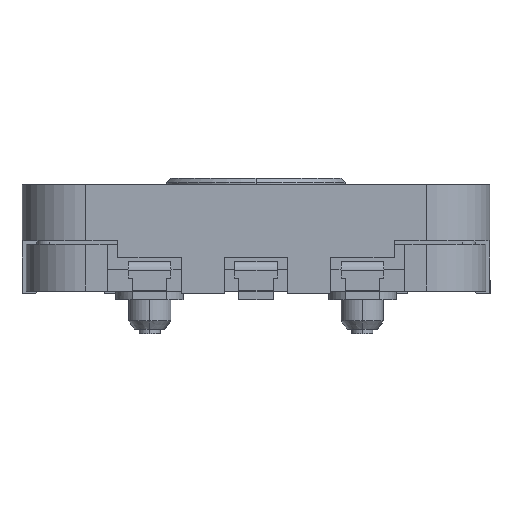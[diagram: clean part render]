
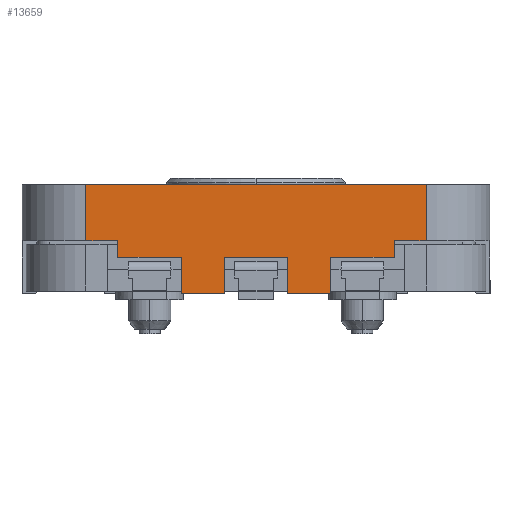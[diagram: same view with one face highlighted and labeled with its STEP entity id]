
A CAD part, front view. The second image highlights one B-rep face of the part: STEP entity #13659.
In plain terms, the highlighted planar face has unit normal (0, -1, 0).
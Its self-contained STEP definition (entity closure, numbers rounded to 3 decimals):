
#226 = LINE ( 'NONE', #1540, #4130 ) ;
#310 = VECTOR ( 'NONE', #6410, 1000. ) ;
#644 = CARTESIAN_POINT ( 'NONE',  ( -1.75, -6.5, -1.7 ) ) ;
#847 = LINE ( 'NONE', #6480, #310 ) ;
#849 = DIRECTION ( 'NONE',  ( -1., 0., 0. ) ) ;
#1185 = DIRECTION ( 'NONE',  ( -1., 0., 0. ) ) ;
#1540 = CARTESIAN_POINT ( 'NONE',  ( -1.75, -6.5, -2. ) ) ;
#1791 = CARTESIAN_POINT ( 'NONE',  ( 0.75, -6.5, -1.7 ) ) ;
#1833 = ORIENTED_EDGE ( 'NONE', *, *, #4368, .F. ) ;
#1903 = ORIENTED_EDGE ( 'NONE', *, *, #10565, .F. ) ;
#1946 = LINE ( 'NONE', #16287, #2202 ) ;
#2077 = VERTEX_POINT ( 'NONE', #13880 ) ;
#2202 = VECTOR ( 'NONE', #16363, 1000. ) ;
#2282 = LINE ( 'NONE', #11361, #6122 ) ;
#2468 = CARTESIAN_POINT ( 'NONE',  ( 4., -6.5, -2. ) ) ;
#2661 = ORIENTED_EDGE ( 'NONE', *, *, #17473, .F. ) ;
#2674 = PLANE ( 'NONE',  #14665 ) ;
#2796 = CARTESIAN_POINT ( 'NONE',  ( 4., -6.5, -2.55 ) ) ;
#2877 = CARTESIAN_POINT ( 'NONE',  ( 3.25, -6.5, -1.32 ) ) ;
#3842 = VERTEX_POINT ( 'NONE', #13653 ) ;
#4011 = CARTESIAN_POINT ( 'NONE',  ( -3.25, -6.5, -1.7 ) ) ;
#4039 = VERTEX_POINT ( 'NONE', #16745 ) ;
#4130 = VECTOR ( 'NONE', #9563, 1000. ) ;
#4364 = LINE ( 'NONE', #16576, #12322 ) ;
#4368 = EDGE_CURVE ( 'NONE', #12670, #14497, #6878, .T. ) ;
#4427 = VECTOR ( 'NONE', #12083, 1000. ) ;
#4560 = DIRECTION ( 'NONE',  ( 0., 0., -1. ) ) ;
#4670 = VECTOR ( 'NONE', #7118, 1000. ) ;
#4689 = VECTOR ( 'NONE', #9936, 1000. ) ;
#4897 = LINE ( 'NONE', #9703, #12861 ) ;
#5087 = DIRECTION ( 'NONE',  ( 0., 0., 1. ) ) ;
#5187 = EDGE_CURVE ( 'NONE', #18438, #7265, #1946, .T. ) ;
#5243 = VERTEX_POINT ( 'NONE', #12797 ) ;
#5603 = ORIENTED_EDGE ( 'NONE', *, *, #18541, .F. ) ;
#5963 = LINE ( 'NONE', #18475, #4670 ) ;
#6087 = EDGE_LOOP ( 'NONE', ( #18607, #2661, #8737, #11881, #10501, #1903, #14768, #11638, #16259, #1833, #18056, #5603, #17735, #13424, #18491, #17561 ) ) ;
#6122 = VECTOR ( 'NONE', #9760, 1000. ) ;
#6338 = DIRECTION ( 'NONE',  ( 0., 0., 1. ) ) ;
#6410 = DIRECTION ( 'NONE',  ( -1., 0., 0. ) ) ;
#6480 = CARTESIAN_POINT ( 'NONE',  ( 4., -6.5, -1.7 ) ) ;
#6613 = VERTEX_POINT ( 'NONE', #1791 ) ;
#6878 = LINE ( 'NONE', #2796, #18947 ) ;
#7118 = DIRECTION ( 'NONE',  ( 0., 0., 1. ) ) ;
#7265 = VERTEX_POINT ( 'NONE', #17890 ) ;
#7361 = CARTESIAN_POINT ( 'NONE',  ( 3.25, -6.5, -1.7 ) ) ;
#7363 = FACE_OUTER_BOUND ( 'NONE', #6087, .T. ) ;
#7746 = CARTESIAN_POINT ( 'NONE',  ( -4., -6.5, -1.32 ) ) ;
#8385 = LINE ( 'NONE', #14702, #4689 ) ;
#8736 = CARTESIAN_POINT ( 'NONE',  ( 0., -6.5, 0. ) ) ;
#8737 = ORIENTED_EDGE ( 'NONE', *, *, #19042, .F. ) ;
#9151 = EDGE_CURVE ( 'NONE', #10220, #12998, #847, .T. ) ;
#9458 = EDGE_CURVE ( 'NONE', #2077, #6613, #5963, .T. ) ;
#9540 = VERTEX_POINT ( 'NONE', #18803 ) ;
#9563 = DIRECTION ( 'NONE',  ( 0., 0., 1. ) ) ;
#9703 = CARTESIAN_POINT ( 'NONE',  ( -4., -6.5, -2. ) ) ;
#9760 = DIRECTION ( 'NONE',  ( 0., 0., -1. ) ) ;
#9795 = LINE ( 'NONE', #12684, #17820 ) ;
#9864 = VECTOR ( 'NONE', #14689, 1000. ) ;
#9936 = DIRECTION ( 'NONE',  ( -1., 0., 0. ) ) ;
#10220 = VERTEX_POINT ( 'NONE', #644 ) ;
#10360 = DIRECTION ( 'NONE',  ( 1., 0., 0. ) ) ;
#10501 = ORIENTED_EDGE ( 'NONE', *, *, #13281, .F. ) ;
#10565 = EDGE_CURVE ( 'NONE', #5243, #12161, #16106, .T. ) ;
#10806 = DIRECTION ( 'NONE',  ( 0., 1., 0. ) ) ;
#10857 = LINE ( 'NONE', #12717, #13138 ) ;
#11261 = VECTOR ( 'NONE', #15502, 1000. ) ;
#11277 = CARTESIAN_POINT ( 'NONE',  ( -4., -6.5, 0. ) ) ;
#11361 = CARTESIAN_POINT ( 'NONE',  ( -0.75, -6.5, -2. ) ) ;
#11638 = ORIENTED_EDGE ( 'NONE', *, *, #9151, .F. ) ;
#11716 = VECTOR ( 'NONE', #10360, 1000. ) ;
#11881 = ORIENTED_EDGE ( 'NONE', *, *, #18498, .F. ) ;
#11984 = VERTEX_POINT ( 'NONE', #7361 ) ;
#12083 = DIRECTION ( 'NONE',  ( 0., 0., -1. ) ) ;
#12161 = VERTEX_POINT ( 'NONE', #7746 ) ;
#12210 = LINE ( 'NONE', #8736, #11716 ) ;
#12277 = LINE ( 'NONE', #13915, #11261 ) ;
#12322 = VECTOR ( 'NONE', #18190, 1000. ) ;
#12670 = VERTEX_POINT ( 'NONE', #19092 ) ;
#12684 = CARTESIAN_POINT ( 'NONE',  ( 3.25, -6.5, -2. ) ) ;
#12717 = CARTESIAN_POINT ( 'NONE',  ( -3.25, -6.5, -2. ) ) ;
#12797 = CARTESIAN_POINT ( 'NONE',  ( -3.25, -6.5, -1.32 ) ) ;
#12857 = EDGE_CURVE ( 'NONE', #7265, #2077, #8385, .T. ) ;
#12861 = VECTOR ( 'NONE', #5087, 1000. ) ;
#12900 = LINE ( 'NONE', #2468, #4427 ) ;
#12998 = VERTEX_POINT ( 'NONE', #4011 ) ;
#13138 = VECTOR ( 'NONE', #6338, 1000. ) ;
#13154 = EDGE_CURVE ( 'NONE', #12998, #5243, #10857, .T. ) ;
#13205 = EDGE_CURVE ( 'NONE', #14497, #10220, #226, .T. ) ;
#13281 = EDGE_CURVE ( 'NONE', #12161, #13853, #4897, .T. ) ;
#13424 = ORIENTED_EDGE ( 'NONE', *, *, #12857, .F. ) ;
#13484 = VECTOR ( 'NONE', #849, 1000. ) ;
#13653 = CARTESIAN_POINT ( 'NONE',  ( 4., -6.5, 0. ) ) ;
#13659 = ADVANCED_FACE ( 'NONE', ( #7363 ), #2674, .F. ) ;
#13800 = EDGE_CURVE ( 'NONE', #20674, #11984, #9795, .T. ) ;
#13853 = VERTEX_POINT ( 'NONE', #11277 ) ;
#13880 = CARTESIAN_POINT ( 'NONE',  ( 0.75, -6.5, -2.55 ) ) ;
#13915 = CARTESIAN_POINT ( 'NONE',  ( 4., -6.5, -1.32 ) ) ;
#14497 = VERTEX_POINT ( 'NONE', #16222 ) ;
#14634 = EDGE_CURVE ( 'NONE', #11984, #18438, #4364, .T. ) ;
#14665 = AXIS2_PLACEMENT_3D ( 'NONE', #20409, #10806, #1185 ) ;
#14689 = DIRECTION ( 'NONE',  ( -1., 0., 0. ) ) ;
#14702 = CARTESIAN_POINT ( 'NONE',  ( 4., -6.5, -2.55 ) ) ;
#14768 = ORIENTED_EDGE ( 'NONE', *, *, #13154, .F. ) ;
#15502 = DIRECTION ( 'NONE',  ( -1., 0., 0. ) ) ;
#16106 = LINE ( 'NONE', #20638, #9864 ) ;
#16222 = CARTESIAN_POINT ( 'NONE',  ( -1.75, -6.5, -2.55 ) ) ;
#16259 = ORIENTED_EDGE ( 'NONE', *, *, #13205, .F. ) ;
#16287 = CARTESIAN_POINT ( 'NONE',  ( 1.75, -6.5, -2. ) ) ;
#16363 = DIRECTION ( 'NONE',  ( 0., 0., -1. ) ) ;
#16576 = CARTESIAN_POINT ( 'NONE',  ( 4., -6.5, -1.7 ) ) ;
#16745 = CARTESIAN_POINT ( 'NONE',  ( 4., -6.5, -1.32 ) ) ;
#17192 = EDGE_CURVE ( 'NONE', #9540, #12670, #2282, .T. ) ;
#17473 = EDGE_CURVE ( 'NONE', #4039, #20674, #12277, .T. ) ;
#17561 = ORIENTED_EDGE ( 'NONE', *, *, #14634, .F. ) ;
#17735 = ORIENTED_EDGE ( 'NONE', *, *, #9458, .F. ) ;
#17820 = VECTOR ( 'NONE', #4560, 1000. ) ;
#17890 = CARTESIAN_POINT ( 'NONE',  ( 1.75, -6.5, -2.55 ) ) ;
#18056 = ORIENTED_EDGE ( 'NONE', *, *, #17192, .F. ) ;
#18190 = DIRECTION ( 'NONE',  ( -1., 0., 0. ) ) ;
#18222 = LINE ( 'NONE', #20089, #13484 ) ;
#18438 = VERTEX_POINT ( 'NONE', #19803 ) ;
#18475 = CARTESIAN_POINT ( 'NONE',  ( 0.75, -6.5, -2. ) ) ;
#18491 = ORIENTED_EDGE ( 'NONE', *, *, #5187, .F. ) ;
#18498 = EDGE_CURVE ( 'NONE', #13853, #3842, #12210, .T. ) ;
#18541 = EDGE_CURVE ( 'NONE', #6613, #9540, #18222, .T. ) ;
#18607 = ORIENTED_EDGE ( 'NONE', *, *, #13800, .F. ) ;
#18803 = CARTESIAN_POINT ( 'NONE',  ( -0.75, -6.5, -1.7 ) ) ;
#18947 = VECTOR ( 'NONE', #19676, 1000. ) ;
#19042 = EDGE_CURVE ( 'NONE', #3842, #4039, #12900, .T. ) ;
#19092 = CARTESIAN_POINT ( 'NONE',  ( -0.75, -6.5, -2.55 ) ) ;
#19676 = DIRECTION ( 'NONE',  ( -1., 0., 0. ) ) ;
#19803 = CARTESIAN_POINT ( 'NONE',  ( 1.75, -6.5, -1.7 ) ) ;
#20089 = CARTESIAN_POINT ( 'NONE',  ( 4., -6.5, -1.7 ) ) ;
#20409 = CARTESIAN_POINT ( 'NONE',  ( 4., -6.5, -2. ) ) ;
#20638 = CARTESIAN_POINT ( 'NONE',  ( -4., -6.5, -1.32 ) ) ;
#20674 = VERTEX_POINT ( 'NONE', #2877 ) ;
